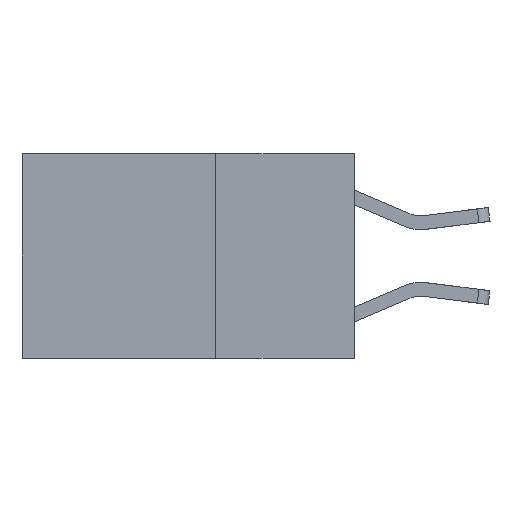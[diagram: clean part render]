
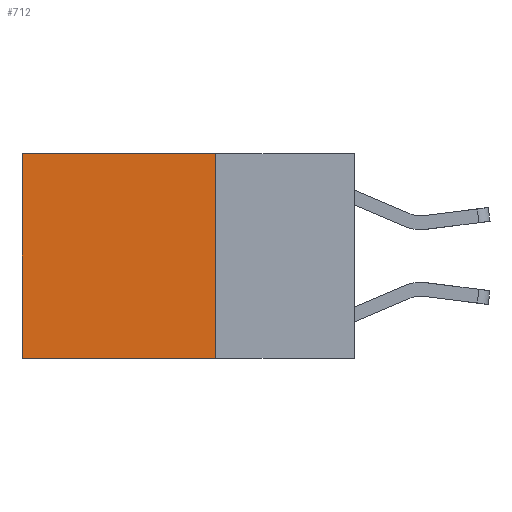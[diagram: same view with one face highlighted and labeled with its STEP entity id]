
A CAD part, left-side view. The second image highlights one B-rep face of the part: STEP entity #712.
In plain terms, the highlighted planar face has unit normal (-1, 0, 0).
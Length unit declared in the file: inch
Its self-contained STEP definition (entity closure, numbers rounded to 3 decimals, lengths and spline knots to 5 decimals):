
#20 = ORIENTED_EDGE ( 'NONE', *, *, #4009, .T. ) ;
#124 = DIRECTION ( 'NONE',  ( 0., 0., -1. ) ) ;
#402 = CARTESIAN_POINT ( 'NONE',  ( 0.2625, 0.6, 0. ) ) ;
#473 = VECTOR ( 'NONE', #6419, 39.37008 ) ;
#511 = EDGE_CURVE ( 'NONE', #1472, #8218, #7331, .T. ) ;
#712 = ADVANCED_FACE ( 'NONE', ( #4754 ), #2293, .F. ) ;
#1431 = CARTESIAN_POINT ( 'NONE',  ( 0.2625, 0.25, 0. ) ) ;
#1472 = VERTEX_POINT ( 'NONE', #6426 ) ;
#1534 = CARTESIAN_POINT ( 'NONE',  ( 0.2625, 0.25, -0.37 ) ) ;
#1799 = VECTOR ( 'NONE', #3940, 39.37008 ) ;
#2293 = PLANE ( 'NONE',  #5856 ) ;
#2372 = CARTESIAN_POINT ( 'NONE',  ( 0.2625, 0.6, 0. ) ) ;
#2937 = CARTESIAN_POINT ( 'NONE',  ( 0.2625, 0.6, -0.37 ) ) ;
#3332 = EDGE_CURVE ( 'NONE', #8218, #8698, #4752, .T. ) ;
#3940 = DIRECTION ( 'NONE',  ( 0., 1., 0. ) ) ;
#4009 = EDGE_CURVE ( 'NONE', #1472, #4377, #6411, .T. ) ;
#4074 = EDGE_LOOP ( 'NONE', ( #6072, #6327, #7790, #20 ) ) ;
#4377 = VERTEX_POINT ( 'NONE', #402 ) ;
#4697 = DIRECTION ( 'NONE',  ( 0., 0., -1. ) ) ;
#4752 = LINE ( 'NONE', #1534, #7384 ) ;
#4754 = FACE_OUTER_BOUND ( 'NONE', #4074, .T. ) ;
#5856 = AXIS2_PLACEMENT_3D ( 'NONE', #1431, #7014, #4697 ) ;
#6072 = ORIENTED_EDGE ( 'NONE', *, *, #7566, .T. ) ;
#6327 = ORIENTED_EDGE ( 'NONE', *, *, #3332, .F. ) ;
#6411 = LINE ( 'NONE', #9757, #1799 ) ;
#6419 = DIRECTION ( 'NONE',  ( 0., 0., -1. ) ) ;
#6426 = CARTESIAN_POINT ( 'NONE',  ( 0.2625, 0.25, 0. ) ) ;
#6517 = VECTOR ( 'NONE', #124, 39.37008 ) ;
#7014 = DIRECTION ( 'NONE',  ( 1., 0., 0. ) ) ;
#7194 = LINE ( 'NONE', #2372, #473 ) ;
#7281 = CARTESIAN_POINT ( 'NONE',  ( 0.2625, 0.25, 0. ) ) ;
#7331 = LINE ( 'NONE', #7281, #6517 ) ;
#7384 = VECTOR ( 'NONE', #10566, 39.37008 ) ;
#7566 = EDGE_CURVE ( 'NONE', #4377, #8698, #7194, .T. ) ;
#7790 = ORIENTED_EDGE ( 'NONE', *, *, #511, .F. ) ;
#8218 = VERTEX_POINT ( 'NONE', #8993 ) ;
#8698 = VERTEX_POINT ( 'NONE', #2937 ) ;
#8993 = CARTESIAN_POINT ( 'NONE',  ( 0.2625, 0.25, -0.37 ) ) ;
#9757 = CARTESIAN_POINT ( 'NONE',  ( 0.2625, 0.25, 0. ) ) ;
#10566 = DIRECTION ( 'NONE',  ( 0., 1., 0. ) ) ;
